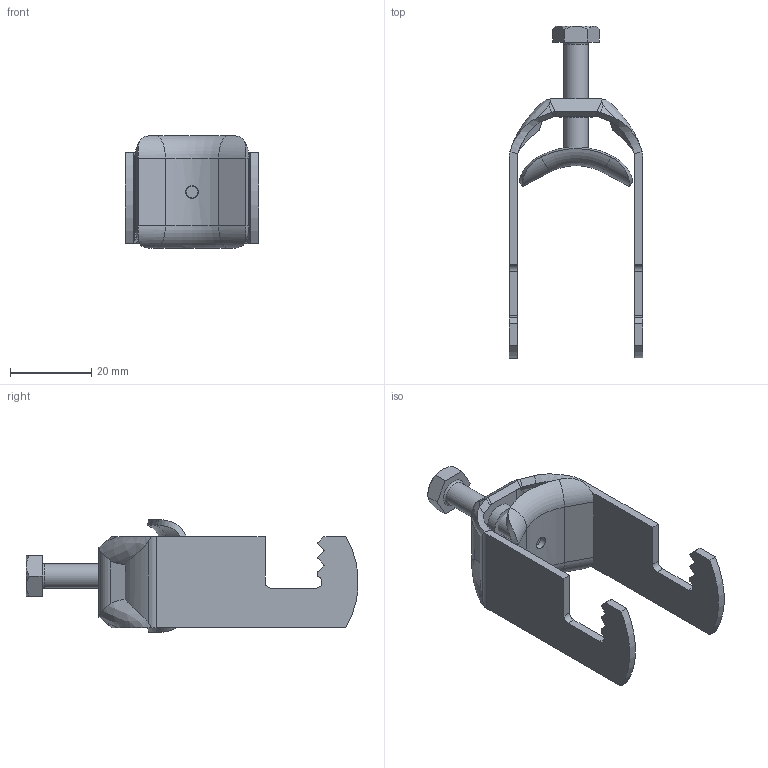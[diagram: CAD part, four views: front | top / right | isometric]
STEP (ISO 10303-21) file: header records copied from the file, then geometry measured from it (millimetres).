
FILE_DESCRIPTION (( 'STEP AP214' ), '1' );
FILE_NAME ('1187420.stp', '2023-11-10T14:14:19', ( '' ), ( '' ), 'SwSTEP 2.0', 'SolidWorks 2022', '' );
FILE_SCHEMA (( 'AUTOMOTIVE_DESIGN' ));
Length unit declared in the file: millimetre
Products named in the file (4): 157135_1Fach; 203432_Standard; 1187420; 142951_M6 x 26
Assembly tree (3 placements, depth 2):
  1187420
    157135_1Fach
    142951_M6 x 26
    203432_Standard
Bounding box: 33 x 81.94 x 27.86 mm (x, y, z)
Volume: 8298.1 mm3; surface area: 9478.7 mm2
Topology: 3 solids, 3 shells, 182 faces, 463 edges, 292 vertices
Faces by surface type: plane 73, bspline 52, cylinder 46, cone 6, torus 5
Full cylindrical faces by diameter (mm): 2.9 x1, 3.1 x1, 4.2 x1, 6 x1, 8.2 x2
Entity records: 15498 total; most frequent: CARTESIAN_POINT 11539, ORIENTED_EDGE 894, DIRECTION 604, EDGE_CURVE 447, VERTEX_POINT 287, AXIS2_PLACEMENT_3D 217, EDGE_LOOP 202, FACE_OUTER_BOUND 191
